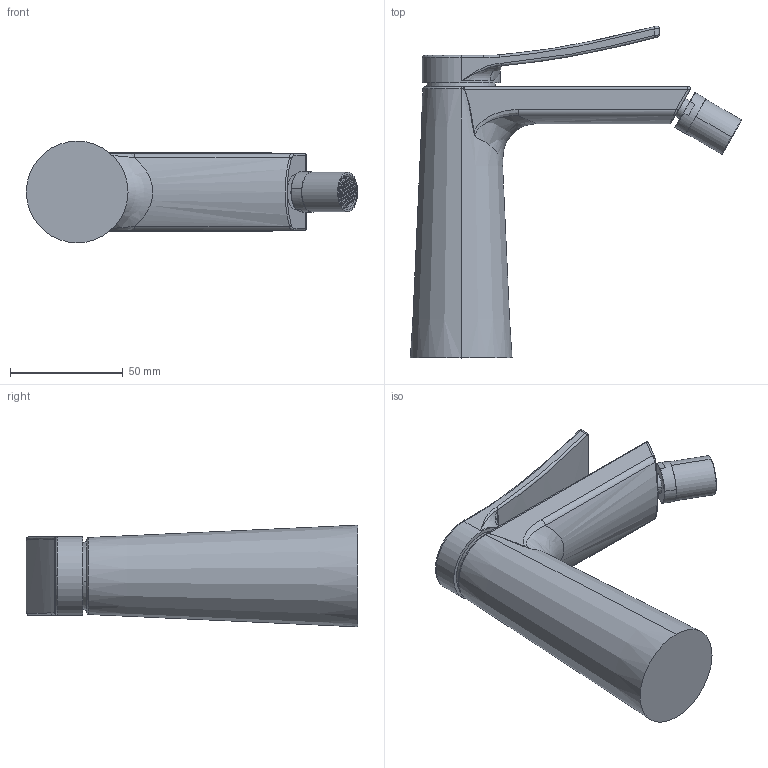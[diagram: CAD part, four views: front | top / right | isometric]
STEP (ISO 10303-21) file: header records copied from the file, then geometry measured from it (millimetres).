
FILE_DESCRIPTION (( 'STEP AP203' ), '1' );
FILE_NAME ('34086.STEP', '2021-03-27T08:47:15', ( 'EFFEPI3' ), ( '' ), 'SwSTEP 2.0', 'SolidWorks 2018', '' );
FILE_SCHEMA (( 'CONFIG_CONTROL_DESIGN' ));
Length unit declared in the file: millimetre
Products named in the file (7): 0102008601; 0000091600; retina areatore m 18x1; 34086; bidet_1; cappuccio lavabo ; leva lavabo
Assembly tree (6 placements, depth 2):
  34086
    bidet_1
    cappuccio lavabo 
    leva lavabo
    0102008601
    0000091600
    retina areatore m 18x1
Bounding box: 146.63 x 146.89 x 45 mm (x, y, z)
Volume: 219954.8 mm3; surface area: 41797.5 mm2
Topology: 6 solids, 6 shells, 491 faces, 1217 edges, 785 vertices
Faces by surface type: plane 392, cylinder 41, bspline 40, torus 14, cone 2, sphere 2
Entity records: 17604 total; most frequent: CARTESIAN_POINT 5451, ORIENTED_EDGE 2410, DIRECTION 2165, EDGE_CURVE 1205, LINE 997, VECTOR 997, VERTEX_POINT 785, AXIS2_PLACEMENT_3D 584
